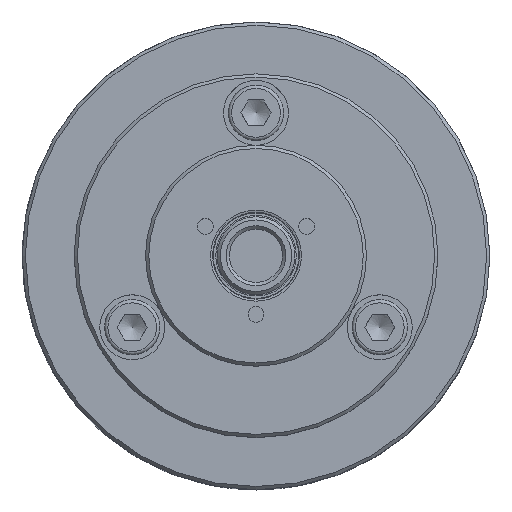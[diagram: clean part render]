
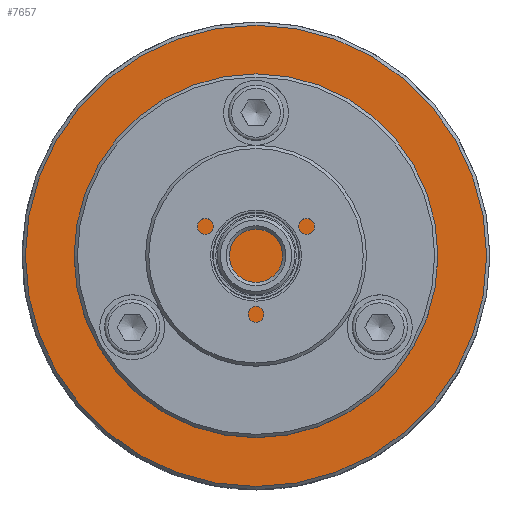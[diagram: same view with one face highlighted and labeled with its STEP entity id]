
A CAD part, top view. The second image highlights one B-rep face of the part: STEP entity #7657.
In plain terms, the highlighted planar face has unit normal (0, 0, 1).
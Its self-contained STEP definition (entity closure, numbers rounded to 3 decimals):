
#1182=PLANE('',#8172);
#1414=FACE_BOUND('',#2300,.T.);
#1415=FACE_BOUND('',#2301,.T.);
#1416=FACE_BOUND('',#2302,.T.);
#1417=FACE_BOUND('',#2303,.T.);
#2300=EDGE_LOOP('',(#5136));
#2301=EDGE_LOOP('',(#5137));
#2302=EDGE_LOOP('',(#5138));
#2303=EDGE_LOOP('',(#5139));
#2967=CIRCLE('',#8160,2.067);
#2969=CIRCLE('',#8164,2.067);
#2971=CIRCLE('',#8168,2.067);
#2972=CIRCLE('',#8170,35.5);
#3375=VERTEX_POINT('',#11331);
#3377=VERTEX_POINT('',#11337);
#3379=VERTEX_POINT('',#11343);
#3380=VERTEX_POINT('',#11346);
#4095=EDGE_CURVE('',#3375,#3375,#2967,.T.);
#4097=EDGE_CURVE('',#3377,#3377,#2969,.T.);
#4099=EDGE_CURVE('',#3379,#3379,#2971,.T.);
#4100=EDGE_CURVE('',#3380,#3380,#2972,.T.);
#5136=ORIENTED_EDGE('',*,*,#4095,.T.);
#5137=ORIENTED_EDGE('',*,*,#4097,.T.);
#5138=ORIENTED_EDGE('',*,*,#4099,.T.);
#5139=ORIENTED_EDGE('',*,*,#4100,.F.);
#7657=ADVANCED_FACE('',(#1414,#1415,#1416,#1417),#1182,.T.);
#8160=AXIS2_PLACEMENT_3D('',#11332,#9078,#9079);
#8164=AXIS2_PLACEMENT_3D('',#11338,#9086,#9087);
#8168=AXIS2_PLACEMENT_3D('',#11344,#9094,#9095);
#8170=AXIS2_PLACEMENT_3D('',#11347,#9098,#9099);
#8172=AXIS2_PLACEMENT_3D('',#11350,#9102,#9103);
#9078=DIRECTION('center_axis',(0.,0.,-1.));
#9079=DIRECTION('ref_axis',(-0.5,-0.866,0.));
#9086=DIRECTION('center_axis',(0.,0.,-1.));
#9087=DIRECTION('ref_axis',(-0.5,0.866,0.));
#9094=DIRECTION('center_axis',(0.,0.,-1.));
#9095=DIRECTION('ref_axis',(1.,0.,0.));
#9098=DIRECTION('center_axis',(0.,0.,-1.));
#9099=DIRECTION('ref_axis',(-1.,0.,0.));
#9102=DIRECTION('center_axis',(0.,0.,1.));
#9103=DIRECTION('ref_axis',(1.,0.,0.));
#11331=CARTESIAN_POINT('',(18.019,-12.79,25.7));
#11332=CARTESIAN_POINT('Origin',(19.053,-11.,25.7));
#11337=CARTESIAN_POINT('',(-20.086,-9.21,25.7));
#11338=CARTESIAN_POINT('Origin',(-19.053,-11.,25.7));
#11343=CARTESIAN_POINT('',(2.067,22.,25.7));
#11344=CARTESIAN_POINT('Origin',(0.,22.,25.7));
#11346=CARTESIAN_POINT('',(35.5,0.,25.7));
#11347=CARTESIAN_POINT('Origin',(0.,0.,25.7));
#11350=CARTESIAN_POINT('Origin',(0.,0.,
25.7));
